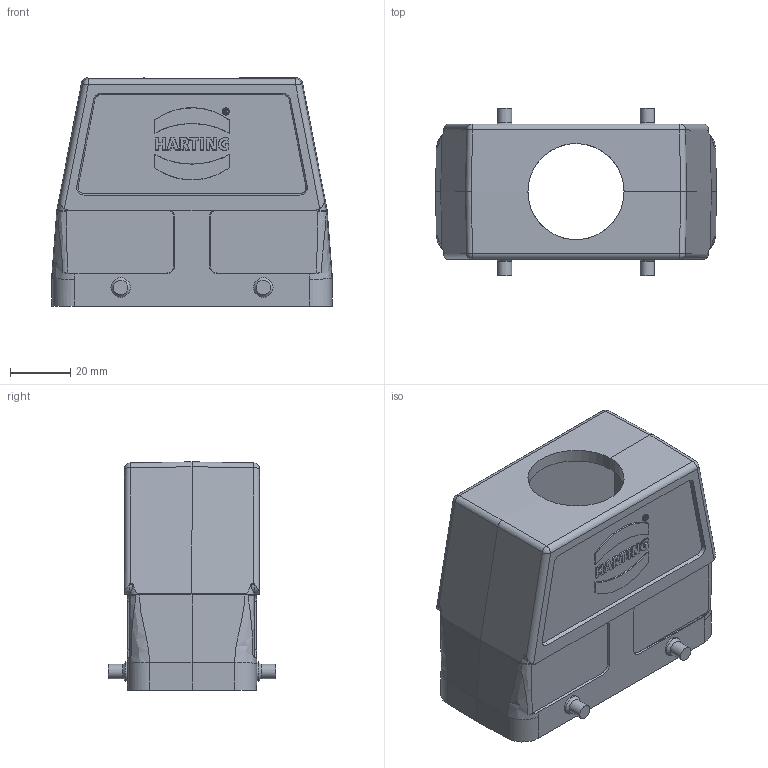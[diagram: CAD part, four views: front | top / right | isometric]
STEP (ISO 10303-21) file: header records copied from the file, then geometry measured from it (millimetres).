
FILE_DESCRIPTION(/* description */ (''),/* implementation_level */ '2;1');
FILE_NAME(/* name */ '100112098ugm000_d.stp',/* time_stamp */ '2021-04-01T11:54:42+02:00',/* author */ (''),/* organization */ (''),/* preprocessor_version */ 'ST-DEVELOPER v16.7',/* originating_system */ 'SIEMENS PLM Software NX 1911',/* authorisation */ '');
FILE_SCHEMA (('AUTOMOTIVE_DESIGN { 1 0 10303 214 3 1 1 1 }'));
Length unit declared in the file: millimetre
Products named in the file (1): 100112098ugm000_d
Bounding box: 93.5 x 55.8 x 76 mm (x, y, z)
Volume: 80546.8 mm3; surface area: 42444 mm2
Topology: 1 solids, 1 shells, 286 faces, 751 edges, 492 vertices
Faces by surface type: plane 175, cylinder 40, cone 34, bspline 33, sphere 4
Full cylindrical faces by diameter (mm): 3 x4, 4.8 x4, 6.5 x4, 32 x1
Entity records: 20183 total; most frequent: CARTESIAN_POINT 11537, ORIENTED_EDGE 1430, DIRECTION 1233, EDGE_CURVE 715, VERTEX_POINT 477, LINE 435, VECTOR 435, AXIS2_PLACEMENT_3D 399
